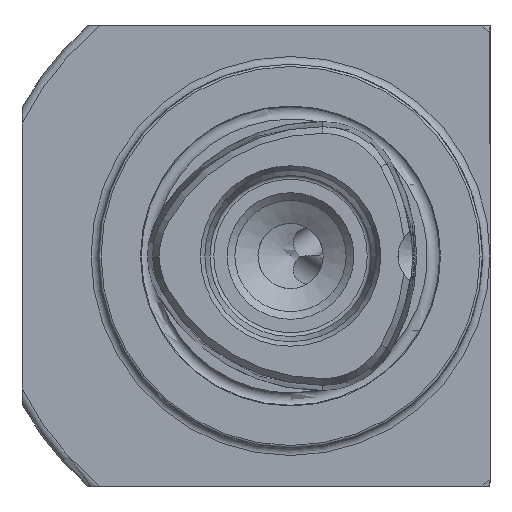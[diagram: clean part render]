
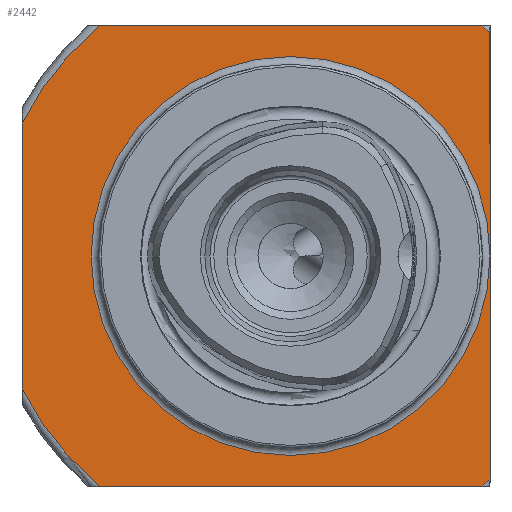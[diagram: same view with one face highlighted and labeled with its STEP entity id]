
A CAD part, left-side view. The second image highlights one B-rep face of the part: STEP entity #2442.
In plain terms, the highlighted planar face has unit normal (-1, 0, 0).
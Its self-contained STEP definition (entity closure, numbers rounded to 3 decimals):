
#7 = CARTESIAN_POINT ( 'NONE',  ( 21., 35., 0. ) ) ;
#9 = VERTEX_POINT ( 'NONE', #1385 ) ;
#20 = AXIS2_PLACEMENT_3D ( 'NONE', #3175, #4359, #3930 ) ;
#31 = CARTESIAN_POINT ( 'NONE',  ( 21., 0., 0. ) ) ;
#266 = DIRECTION ( 'NONE',  ( 0., 1., 0. ) ) ;
#287 = DIRECTION ( 'NONE',  ( -1., 0., 0. ) ) ;
#300 = LINE ( 'NONE', #670, #1059 ) ;
#336 = CARTESIAN_POINT ( 'NONE',  ( 21., 35., -17.205 ) ) ;
#465 = DIRECTION ( 'NONE',  ( 0., 0., 1. ) ) ;
#494 = CARTESIAN_POINT ( 'NONE',  ( 21., 26., 0. ) ) ;
#514 = DIRECTION ( 'NONE',  ( 1., 0., 0. ) ) ;
#568 = VERTEX_POINT ( 'NONE', #2367 ) ;
#641 = AXIS2_PLACEMENT_3D ( 'NONE', #1571, #2779, #1976 ) ;
#670 = CARTESIAN_POINT ( 'NONE',  ( 21., 26., 30. ) ) ;
#715 = LINE ( 'NONE', #7, #4692 ) ;
#826 = CARTESIAN_POINT ( 'NONE',  ( 21., 24.92, 30. ) ) ;
#1059 = VECTOR ( 'NONE', #4270, 1000. ) ;
#1218 = DIRECTION ( 'NONE',  ( 0., 0., 1. ) ) ;
#1238 = LINE ( 'NONE', #2070, #4403 ) ;
#1281 = EDGE_CURVE ( 'NONE', #4149, #9, #715, .T. ) ;
#1385 = CARTESIAN_POINT ( 'NONE',  ( 21., 35., 17.205 ) ) ;
#1427 = DIRECTION ( 'NONE',  ( 0., 0., 1. ) ) ;
#1483 = CARTESIAN_POINT ( 'NONE',  ( 21., 0., 0. ) ) ;
#1510 = CARTESIAN_POINT ( 'NONE',  ( 21., -26., 0. ) ) ;
#1571 = CARTESIAN_POINT ( 'NONE',  ( 21., 0., 0. ) ) ;
#1614 = CARTESIAN_POINT ( 'NONE',  ( 21., -24.92, 30. ) ) ;
#1663 = DIRECTION ( 'NONE',  ( -1., 0., 0. ) ) ;
#1734 = ORIENTED_EDGE ( 'NONE', *, *, #1770, .F. ) ;
#1770 = EDGE_CURVE ( 'NONE', #568, #568, #4480, .T. ) ;
#1784 = LINE ( 'NONE', #1903, #2577 ) ;
#1903 = CARTESIAN_POINT ( 'NONE',  ( 21., -26., 0. ) ) ;
#1976 = DIRECTION ( 'NONE',  ( 0., 0., 1. ) ) ;
#2070 = CARTESIAN_POINT ( 'NONE',  ( 21., 26., -30. ) ) ;
#2099 = CARTESIAN_POINT ( 'NONE',  ( 21., -26., 29.069 ) ) ;
#2306 = EDGE_CURVE ( 'NONE', #4149, #4217, #3490, .T. ) ;
#2322 = VERTEX_POINT ( 'NONE', #826 ) ;
#2367 = CARTESIAN_POINT ( 'NONE',  ( 21., -26., 0. ) ) ;
#2376 = DIRECTION ( 'NONE',  ( 0., 0., -1. ) ) ;
#2417 = CIRCLE ( 'NONE', #3335, 39. ) ;
#2424 = CARTESIAN_POINT ( 'NONE',  ( 21., 0., 0. ) ) ;
#2442 = ADVANCED_FACE ( 'NONE', ( #2672 ), #2892, .F. ) ;
#2457 = DIRECTION ( 'NONE',  ( 0., 0., -1. ) ) ;
#2473 = EDGE_LOOP ( 'NONE', ( #4795, #3434, #3064, #1734, #3840, #4889, #4742, #4747, #2692, #3629 ) ) ;
#2521 = VERTEX_POINT ( 'NONE', #4864 ) ;
#2577 = VECTOR ( 'NONE', #2376, 1000. ) ;
#2669 = EDGE_CURVE ( 'NONE', #2322, #2762, #300, .T. ) ;
#2672 = FACE_OUTER_BOUND ( 'NONE', #2473, .T. ) ;
#2692 = ORIENTED_EDGE ( 'NONE', *, *, #1281, .F. ) ;
#2762 = VERTEX_POINT ( 'NONE', #1614 ) ;
#2779 = DIRECTION ( 'NONE',  ( -1., 0., 0. ) ) ;
#2891 = VERTEX_POINT ( 'NONE', #2099 ) ;
#2892 = PLANE ( 'NONE',  #3147 ) ;
#2899 = AXIS2_PLACEMENT_3D ( 'NONE', #2424, #3623, #1218 ) ;
#3064 = ORIENTED_EDGE ( 'NONE', *, *, #4678, .F. ) ;
#3109 = DIRECTION ( 'NONE',  ( 0., 0., -1. ) ) ;
#3147 = AXIS2_PLACEMENT_3D ( 'NONE', #494, #514, #2457 ) ;
#3175 = CARTESIAN_POINT ( 'NONE',  ( 21., 0., 0. ) ) ;
#3335 = AXIS2_PLACEMENT_3D ( 'NONE', #1483, #287, #1427 ) ;
#3434 = ORIENTED_EDGE ( 'NONE', *, *, #4080, .T. ) ;
#3490 = CIRCLE ( 'NONE', #2899, 39. ) ;
#3599 = CARTESIAN_POINT ( 'NONE',  ( 21., 24.92, -30. ) ) ;
#3607 = AXIS2_PLACEMENT_3D ( 'NONE', #31, #1663, #465 ) ;
#3618 = EDGE_CURVE ( 'NONE', #2322, #9, #2417, .T. ) ;
#3623 = DIRECTION ( 'NONE',  ( -1., 0., 0. ) ) ;
#3629 = ORIENTED_EDGE ( 'NONE', *, *, #2306, .T. ) ;
#3840 = ORIENTED_EDGE ( 'NONE', *, *, #4740, .F. ) ;
#3930 = DIRECTION ( 'NONE',  ( 0., 0., 1. ) ) ;
#3937 = VERTEX_POINT ( 'NONE', #4478 ) ;
#3991 = EDGE_CURVE ( 'NONE', #3937, #4217, #1238, .T. ) ;
#4079 = VECTOR ( 'NONE', #3109, 1000. ) ;
#4080 = EDGE_CURVE ( 'NONE', #3937, #2521, #4146, .T. ) ;
#4146 = CIRCLE ( 'NONE', #641, 39. ) ;
#4149 = VERTEX_POINT ( 'NONE', #336 ) ;
#4217 = VERTEX_POINT ( 'NONE', #3599 ) ;
#4270 = DIRECTION ( 'NONE',  ( 0., -1., 0. ) ) ;
#4359 = DIRECTION ( 'NONE',  ( -1., 0., 0. ) ) ;
#4403 = VECTOR ( 'NONE', #266, 1000. ) ;
#4478 = CARTESIAN_POINT ( 'NONE',  ( 21., -24.92, -30. ) ) ;
#4480 = CIRCLE ( 'NONE', #3607, 26. ) ;
#4509 = LINE ( 'NONE', #1510, #4079 ) ;
#4678 = EDGE_CURVE ( 'NONE', #568, #2521, #4509, .T. ) ;
#4692 = VECTOR ( 'NONE', #4751, 1000. ) ;
#4740 = EDGE_CURVE ( 'NONE', #2891, #568, #1784, .T. ) ;
#4742 = ORIENTED_EDGE ( 'NONE', *, *, #2669, .F. ) ;
#4747 = ORIENTED_EDGE ( 'NONE', *, *, #3618, .T. ) ;
#4751 = DIRECTION ( 'NONE',  ( 0., 0., 1. ) ) ;
#4795 = ORIENTED_EDGE ( 'NONE', *, *, #3991, .F. ) ;
#4808 = EDGE_CURVE ( 'NONE', #2891, #2762, #5004, .T. ) ;
#4864 = CARTESIAN_POINT ( 'NONE',  ( 21., -26., -29.069 ) ) ;
#4889 = ORIENTED_EDGE ( 'NONE', *, *, #4808, .T. ) ;
#5004 = CIRCLE ( 'NONE', #20, 39. ) ;
